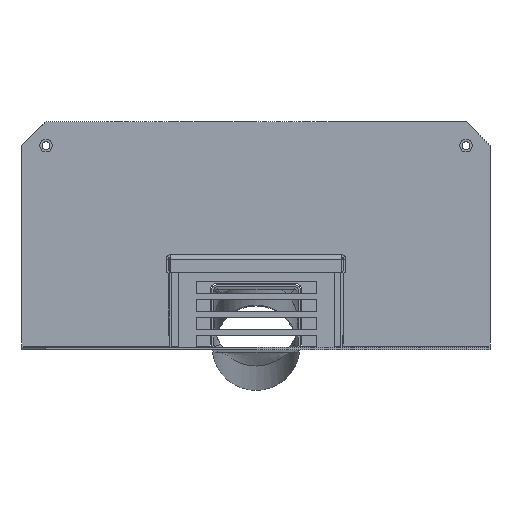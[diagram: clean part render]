
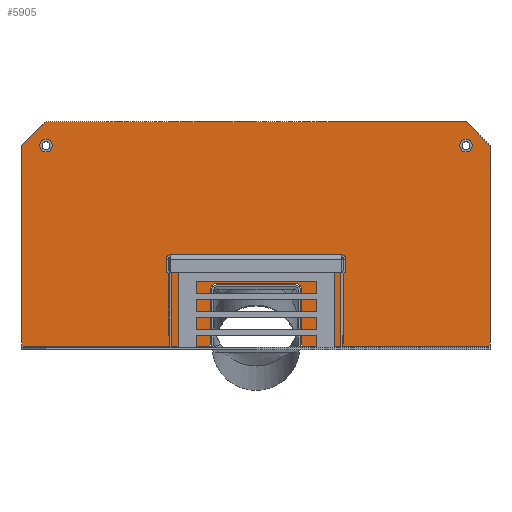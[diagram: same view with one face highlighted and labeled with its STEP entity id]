
A CAD part, left-side view. The second image highlights one B-rep face of the part: STEP entity #5905.
In plain terms, the highlighted planar face has unit normal (-1, 0, 0).
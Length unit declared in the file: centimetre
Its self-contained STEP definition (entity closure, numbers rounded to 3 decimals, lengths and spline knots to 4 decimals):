
#60=FACE_BOUND('',#2253,.T.);
#61=FACE_BOUND('',#2254,.T.);
#177=PLANE('',#6291);
#526=LINE('',#9819,#1219);
#530=LINE('',#9831,#1223);
#534=LINE('',#9841,#1227);
#550=LINE('',#9876,#1243);
#551=LINE('',#9881,#1244);
#553=LINE('',#9886,#1246);
#555=LINE('',#9890,#1248);
#557=LINE('',#9894,#1250);
#558=LINE('',#9895,#1251);
#559=LINE('',#9896,#1252);
#1219=VECTOR('',#6913,10.);
#1223=VECTOR('',#6925,10.);
#1227=VECTOR('',#6937,10.);
#1243=VECTOR('',#6963,10.);
#1244=VECTOR('',#6970,10.);
#1246=VECTOR('',#6974,10.);
#1248=VECTOR('',#6978,10.);
#1250=VECTOR('',#6982,10.);
#1251=VECTOR('',#6983,10.);
#1252=VECTOR('',#6984,10.);
#1936=FACE_OUTER_BOUND('',#2252,.T.);
#2252=EDGE_LOOP('',(#4518,#4519,#4520,#4521,#4522,#4523,#4524,#4525,#4526,
#4527,#4528,#4529));
#2253=EDGE_LOOP('',(#4530));
#2254=EDGE_LOOP('',(#4531));
#2618=CIRCLE('',#6258,5.3);
#2620=CIRCLE('',#6261,5.3);
#2627=CIRCLE('',#6275,5.);
#2629=CIRCLE('',#6279,5.);
#2774=VERTEX_POINT('',#9771);
#2776=VERTEX_POINT('',#9777);
#2786=VERTEX_POINT('',#9804);
#2788=VERTEX_POINT('',#9810);
#2791=VERTEX_POINT('',#9818);
#2793=VERTEX_POINT('',#9824);
#2795=VERTEX_POINT('',#9830);
#2797=VERTEX_POINT('',#9836);
#2811=VERTEX_POINT('',#9875);
#2812=VERTEX_POINT('',#9879);
#2813=VERTEX_POINT('',#9883);
#2814=VERTEX_POINT('',#9885);
#2815=VERTEX_POINT('',#9889);
#2816=VERTEX_POINT('',#9893);
#3399=EDGE_CURVE('',#2774,#2774,#2618,.T.);
#3402=EDGE_CURVE('',#2776,#2776,#2620,.T.);
#3422=EDGE_CURVE('',#2791,#2788,#526,.T.);
#3425=EDGE_CURVE('',#2793,#2791,#2627,.T.);
#3428=EDGE_CURVE('',#2795,#2793,#530,.T.);
#3431=EDGE_CURVE('',#2797,#2795,#2629,.T.);
#3434=EDGE_CURVE('',#2786,#2797,#534,.T.);
#3451=EDGE_CURVE('',#2811,#2786,#550,.T.);
#3454=EDGE_CURVE('',#2788,#2812,#551,.T.);
#3456=EDGE_CURVE('',#2813,#2814,#553,.T.);
#3458=EDGE_CURVE('',#2815,#2814,#555,.T.);
#3460=EDGE_CURVE('',#2812,#2816,#557,.T.);
#3461=EDGE_CURVE('',#2815,#2816,#558,.T.);
#3462=EDGE_CURVE('',#2811,#2813,#559,.T.);
#4518=ORIENTED_EDGE('',*,*,#3422,.T.);
#4519=ORIENTED_EDGE('',*,*,#3454,.T.);
#4520=ORIENTED_EDGE('',*,*,#3460,.T.);
#4521=ORIENTED_EDGE('',*,*,#3461,.F.);
#4522=ORIENTED_EDGE('',*,*,#3458,.T.);
#4523=ORIENTED_EDGE('',*,*,#3456,.F.);
#4524=ORIENTED_EDGE('',*,*,#3462,.F.);
#4525=ORIENTED_EDGE('',*,*,#3451,.T.);
#4526=ORIENTED_EDGE('',*,*,#3434,.T.);
#4527=ORIENTED_EDGE('',*,*,#3431,.T.);
#4528=ORIENTED_EDGE('',*,*,#3428,.T.);
#4529=ORIENTED_EDGE('',*,*,#3425,.T.);
#4530=ORIENTED_EDGE('',*,*,#3399,.T.);
#4531=ORIENTED_EDGE('',*,*,#3402,.T.);
#5905=ADVANCED_FACE('',(#1936,#60,#61),#177,.T.);
#6258=AXIS2_PLACEMENT_3D('',#9772,#6868,#6869);
#6261=AXIS2_PLACEMENT_3D('',#9778,#6875,#6876);
#6275=AXIS2_PLACEMENT_3D('',#9825,#6919,#6920);
#6279=AXIS2_PLACEMENT_3D('',#9837,#6931,#6932);
#6291=AXIS2_PLACEMENT_3D('',#9892,#6980,#6981);
#6868=DIRECTION('center_axis',(1.,0.,0.));
#6869=DIRECTION('ref_axis',(0.,-1.,0.));
#6875=DIRECTION('center_axis',(1.,0.,0.));
#6876=DIRECTION('ref_axis',(0.,-1.,0.));
#6913=DIRECTION('',(0.,0.,-1.));
#6919=DIRECTION('center_axis',(1.,0.,0.));
#6920=DIRECTION('ref_axis',(0.,-1.,0.));
#6925=DIRECTION('',(0.,-1.,0.));
#6931=DIRECTION('center_axis',(1.,0.,0.));
#6932=DIRECTION('ref_axis',(0.,0.,
1.));
#6937=DIRECTION('',(0.,0.,1.));
#6963=DIRECTION('',(0.,-1.,0.));
#6970=DIRECTION('',(0.,-1.,0.));
#6974=DIRECTION('',(0.,-0.707,0.707));
#6978=DIRECTION('',(0.,1.,0.));
#6980=DIRECTION('center_axis',(-1.,0.,0.));
#6981=DIRECTION('ref_axis',(0.,0.,-1.));
#6982=DIRECTION('',(0.,0.,1.));
#6983=DIRECTION('',(0.,-0.707,-0.707));
#6984=DIRECTION('',(0.,0.,1.));
#9771=CARTESIAN_POINT('',(268.,180.3,170.));
#9772=CARTESIAN_POINT('Origin',(268.,175.,170.));
#9777=CARTESIAN_POINT('',(268.,-169.7,170.));
#9778=CARTESIAN_POINT('Origin',(268.,-175.,170.));
#9804=CARTESIAN_POINT('',(268.,38.,3.));
#9810=CARTESIAN_POINT('',(268.,-38.,3.));
#9818=CARTESIAN_POINT('',(268.,-38.,50.));
#9819=CARTESIAN_POINT('',(268.,-38.,49.0117));
#9824=CARTESIAN_POINT('',(268.,-33.,55.));
#9825=CARTESIAN_POINT('Origin',(268.,-33.,50.));
#9830=CARTESIAN_POINT('',(268.,33.,55.));
#9831=CARTESIAN_POINT('',(268.,-16.5,55.));
#9836=CARTESIAN_POINT('',(268.,38.,50.));
#9837=CARTESIAN_POINT('Origin',(268.,33.,50.));
#9841=CARTESIAN_POINT('',(268.,38.,72.5117));
#9875=CARTESIAN_POINT('',(268.,195.,3.));
#9876=CARTESIAN_POINT('',(268.,0.,3.));
#9879=CARTESIAN_POINT('',(268.,-195.,3.));
#9881=CARTESIAN_POINT('',(268.,0.,3.));
#9883=CARTESIAN_POINT('',(268.,195.,170.));
#9885=CARTESIAN_POINT('',(268.,175.,190.));
#9886=CARTESIAN_POINT('',(268.,159.9941,205.0059));
#9889=CARTESIAN_POINT('',(268.,-175.,190.));
#9890=CARTESIAN_POINT('',(268.,-195.,190.));
#9892=CARTESIAN_POINT('Origin',(268.,0.,95.0235));
#9893=CARTESIAN_POINT('',(268.,-195.,170.));
#9894=CARTESIAN_POINT('',(268.,-195.,0.0469));
#9895=CARTESIAN_POINT('',(268.,-159.9941,205.0059));
#9896=CARTESIAN_POINT('',(268.,195.,0.0469));
